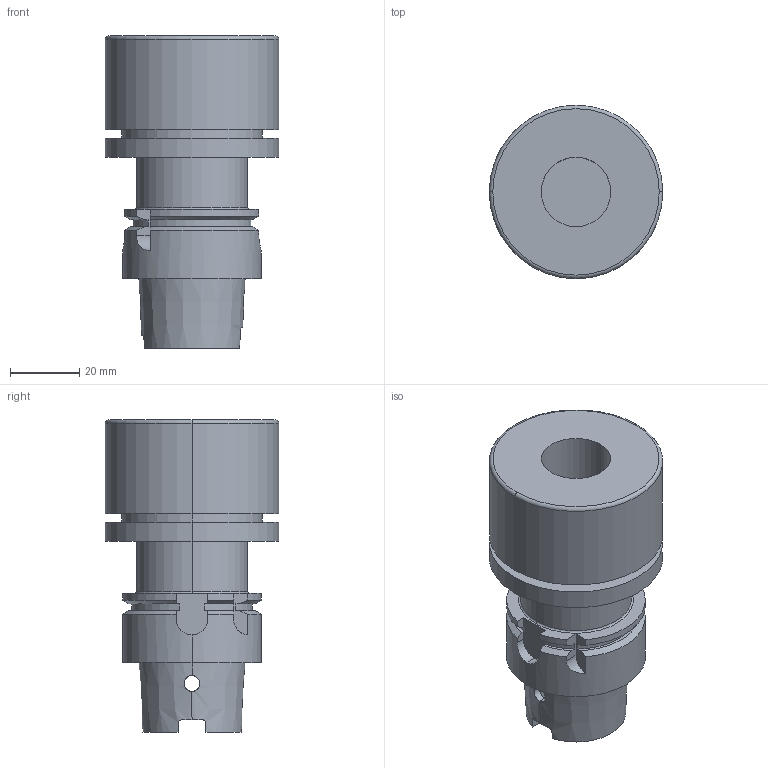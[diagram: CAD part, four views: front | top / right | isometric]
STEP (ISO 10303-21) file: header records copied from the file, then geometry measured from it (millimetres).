
FILE_DESCRIPTION (( 'STEP AP203' ), '1' );
FILE_NAME ('STP-5071-529-032-070-0.STEP', '2021-09-23T05:30:25', ( '' ), ( '' ), 'SwSTEP 2.0', 'SolidWorks 2017', '' );
FILE_SCHEMA (( 'CONFIG_CONTROL_DESIGN' ));
Length unit declared in the file: millimetre
Products named in the file (1): STP-5071-529-032-070-0
Bounding box: 50 x 50 x 90 mm (x, y, z)
Volume: 91527.9 mm3; surface area: 22550 mm2
Topology: 1 solids, 1 shells, 93 faces, 243 edges, 155 vertices
Faces by surface type: cylinder 38, plane 35, cone 12, torus 8
Entity records: 3306 total; most frequent: CARTESIAN_POINT 943, ORIENTED_EDGE 486, DIRECTION 477, EDGE_CURVE 243, AXIS2_PLACEMENT_3D 185, VERTEX_POINT 155, VECTOR 107, LINE 107
